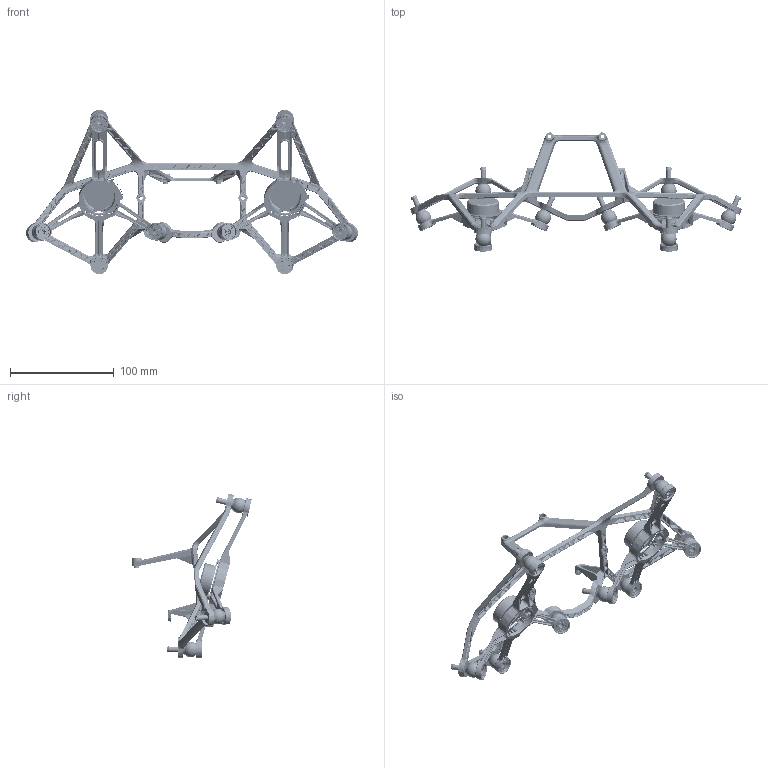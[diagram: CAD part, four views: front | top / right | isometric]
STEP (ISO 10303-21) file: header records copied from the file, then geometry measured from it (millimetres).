
FILE_DESCRIPTION((''),'2;1');
FILE_NAME('XIASHUANG_SJZB_1_04','2025-08-15T11:08:59',('zeno.kong'),(''),'CREO PARAMETRIC BY PTC INC, 2019164','CREO PARAMETRIC BY PTC INC, 2019164','');
FILE_SCHEMA(('AUTOMOTIVE_DESIGN { 1 0 10303 214 1 1 1 1 }'));
Products named in the file (1): XIASHUANG_SJZB_1_04
Bounding box: 320.22 x 115.12 x 158.59 mm (x, y, z)
Volume: 34251.4 mm3; surface area: 2815944.8 mm2
Topology: 1 solids, 19 shells, 4675 faces, 12717 edges, 8228 vertices
Faces by surface type: plane 1333, bspline 1275, cylinder 1225, torus 372, cone 298, sphere 128, extrusion 44
Entity records: 280123 total; most frequent: CARTESIAN_POINT 147597, ORIENTED_EDGE 24905, DIRECTION 17702, EDGE_CURVE 12629, VERTEX_POINT 8228, AXIS2_PLACEMENT_3D 6621, EDGE_LOOP 5011, B_SPLINE_CURVE_WITH_KNOTS 4993
